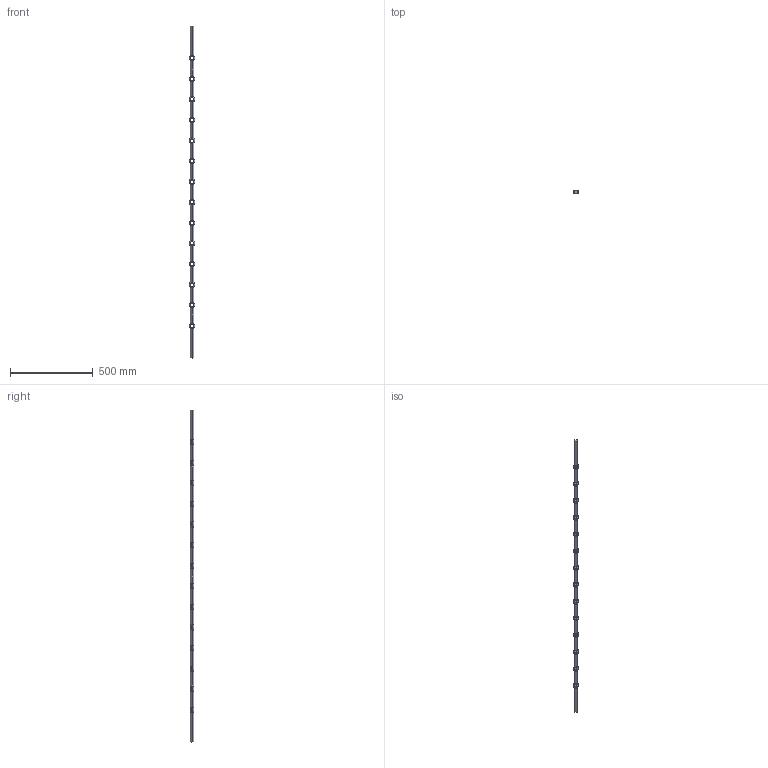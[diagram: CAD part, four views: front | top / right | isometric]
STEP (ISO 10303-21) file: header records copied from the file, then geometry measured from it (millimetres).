
FILE_DESCRIPTION (( 'STEP AP203' ), '1' );
FILE_NAME ('42-A-9.step', '2022-05-03T07:39:58', ( '' ), ( '' ), 'SwSTEP 2.0', 'SolidWorks 2018', '' );
FILE_SCHEMA (( 'CONFIG_CONTROL_DESIGN' ));
Length unit declared in the file: millimetre
Products named in the file (1): 42-A-9
Bounding box: 33 x 19.8 x 2000 mm (x, y, z)
Volume: 467580.1 mm3; surface area: 138244.7 mm2
Topology: 1 solids, 1 shells, 451 faces, 1172 edges, 744 vertices
Faces by surface type: plane 284, bspline 83, torus 56, cylinder 28
Entity records: 19657 total; most frequent: CARTESIAN_POINT 9571, ORIENTED_EDGE 2344, DIRECTION 1632, EDGE_CURVE 1172, VERTEX_POINT 744, LINE 670, VECTOR 670, EDGE_LOOP 500
